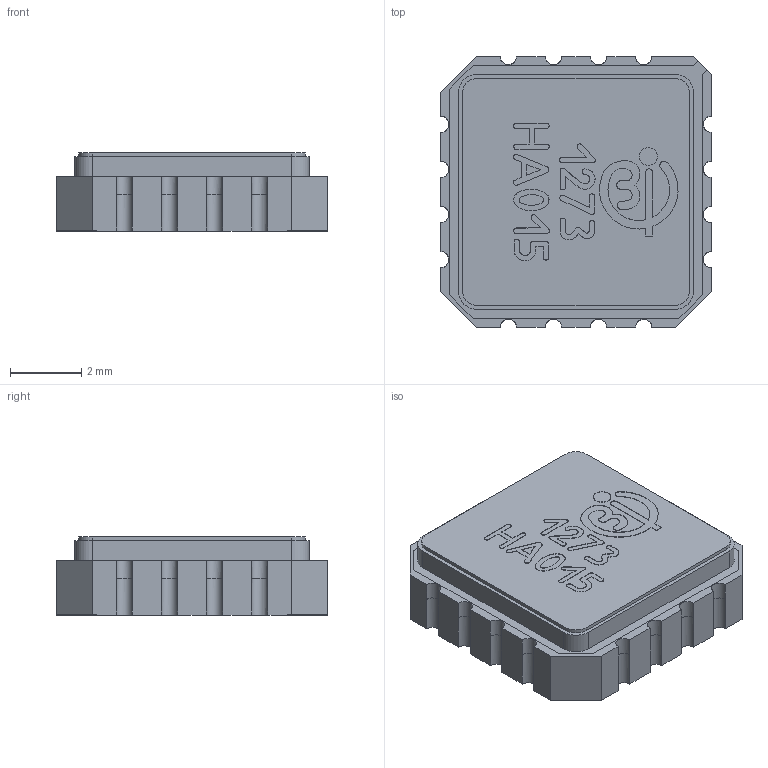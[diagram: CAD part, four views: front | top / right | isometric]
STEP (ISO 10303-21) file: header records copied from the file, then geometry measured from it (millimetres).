
FILE_DESCRIPTION( ( 'Unknown' ), '1' );
FILE_NAME( '511916B-1273НА015.stp', 'Unknown', ( 'Unknown' ), ( 'Unknown' ), 'PSStep 17.0.49', 'Unknown', ' ' );
FILE_SCHEMA( ( 'AUTOMOTIVE_DESIGN { 1 0 10303 214 1 1 1 1 }' ) );
Length unit declared in the file: millimetre
Products named in the file (3): Assem1; 511916В кр-1273НА015
Assembly tree (2 placements, depth 2):
  Assem1
    (unnamed)
    511916В кр-1273НА015
Bounding box: 7.62 x 7.62 x 2.2 mm (x, y, z)
Volume: 76.1 mm3; surface area: 298.2 mm2
Topology: 2 solids, 2 shells, 213 faces, 638 edges, 447 vertices
Faces by surface type: plane 124, cylinder 71, extrusion 18
Full cylindrical faces by diameter (mm): 0.5 x1
Entity records: 10416 total; most frequent: CARTESIAN_POINT 3201, ORIENTED_EDGE 1270, DIRECTION 909, EDGE_CURVE 635, VERTEX_POINT 447, VECTOR 389, LINE 371, AXIS2_PLACEMENT_3D 260
